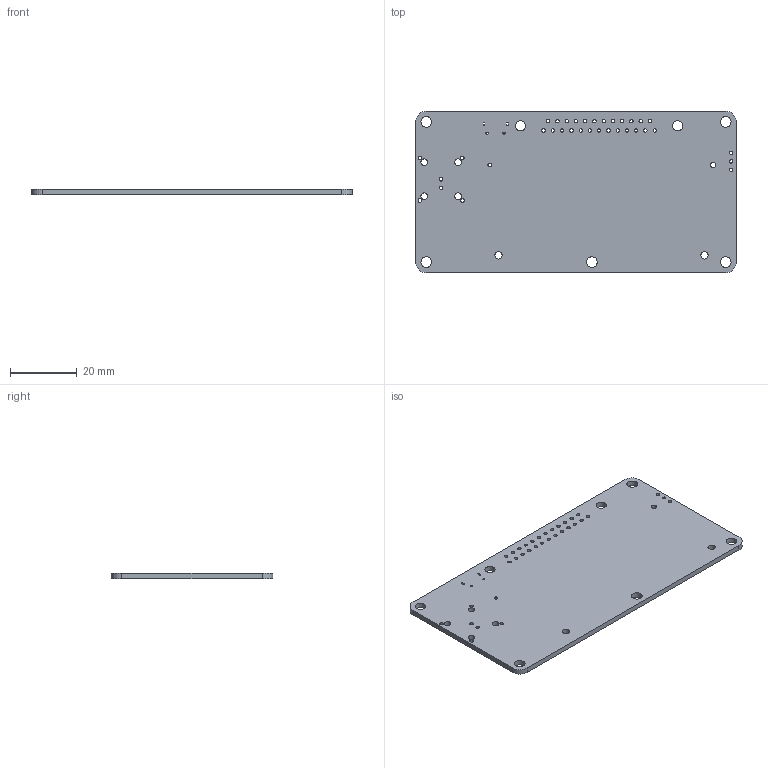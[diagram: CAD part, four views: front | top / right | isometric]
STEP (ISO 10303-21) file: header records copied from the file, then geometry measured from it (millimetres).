
FILE_DESCRIPTION(('FreeCAD Model'),'2;1');
FILE_NAME('pi-board.step','2017-06-29T16:28:48',('Author'),(''), 'Open CASCADE STEP processor 6.8','FreeCAD','Unknown');
FILE_SCHEMA(('AUTOMOTIVE_DESIGN_CC2 { 1 2 10303 214 -1 1 5 4 }'));
Length unit declared in the file: millimetre
Products named in the file (2): ASSEMBLY; Pcb
Assembly tree (1 placements, depth 2):
  ASSEMBLY
    Pcb
Bounding box: 95.89 x 48.26 x 1.6 mm (x, y, z)
Volume: 7217 mm3; surface area: 9853.4 mm2
Topology: 1 solids, 1 shells, 83 faces, 243 edges, 162 vertices
Faces by surface type: cylinder 69, plane 14
Full cylindrical faces by diameter (mm): 1 x4, 1.02 x25, 1.1 x6, 1.6 x1, 2 x4, 2.2 x2, 3.05 x2, 3.2 x5
Entity records: 3086 total; most frequent: DIRECTION 551, CARTESIAN_POINT 490, ORIENTED_EDGE 486, EDGE_CURVE 243, AXIS2_PLACEMENT_3D 223, FACE_BOUND 189, EDGE_LOOP 189, VERTEX_POINT 162
